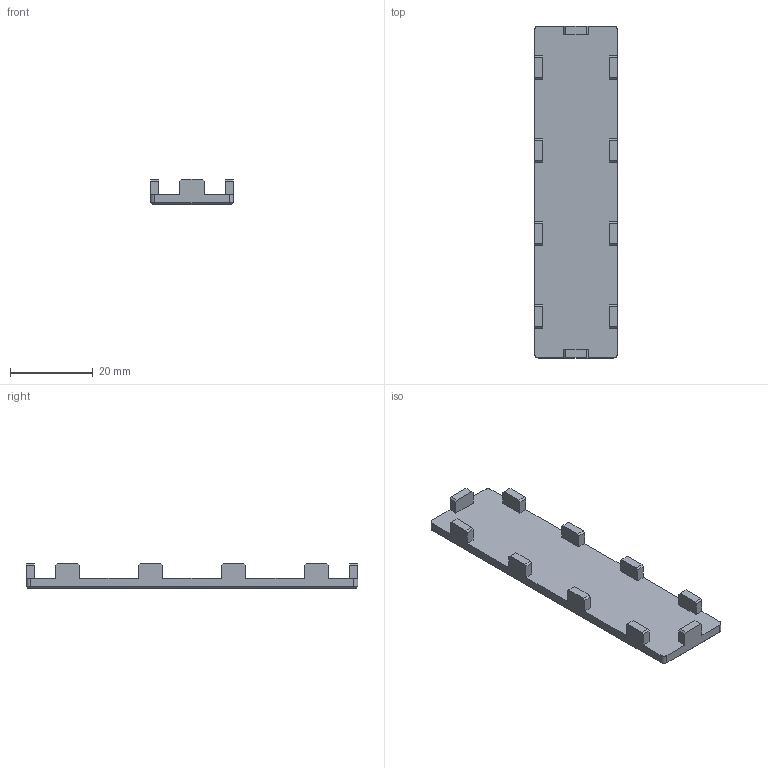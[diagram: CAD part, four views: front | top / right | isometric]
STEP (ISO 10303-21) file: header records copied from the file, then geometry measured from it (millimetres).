
FILE_DESCRIPTION(/* description */ (''),/* implementation_level */ '2;1');
FILE_NAME(/* name */ 'B-Drawer_End_Cap_2-X.stp',/* time_stamp */ '2020-09-25T18:35:36-07:00',/* author */ (''),/* organization */ (''),/* preprocessor_version */ 'ST-DEVELOPER v18.1',/* originating_system */ 'Autodesk Translation Framework v9.3.0.1241',/* authorisation */ '');
FILE_SCHEMA (('AUTOMOTIVE_DESIGN { 1 0 10303 214 3 1 1 }'));
Length unit declared in the file: millimetre
Products named in the file (1): Drawer Endcap
Bounding box: 20 x 80 x 6.1 mm (x, y, z)
Volume: 4396.5 mm3; surface area: 4196.3 mm2
Topology: 1 solids, 1 shells, 78 faces, 220 edges, 144 vertices
Faces by surface type: plane 70, cone 4, cylinder 4
Entity records: 2501 total; most frequent: CARTESIAN_POINT 443, ORIENTED_EDGE 440, DIRECTION 390, EDGE_CURVE 220, LINE 208, VECTOR 208, VERTEX_POINT 144, AXIS2_PLACEMENT_3D 91
